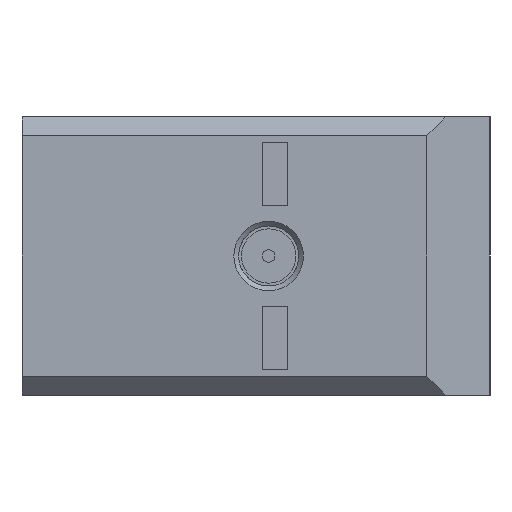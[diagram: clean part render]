
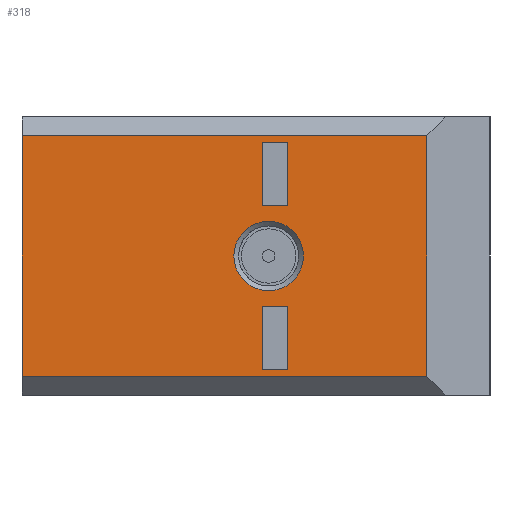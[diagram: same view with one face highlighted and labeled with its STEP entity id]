
A CAD part, left-side view. The second image highlights one B-rep face of the part: STEP entity #318.
In plain terms, the highlighted planar face has unit normal (-1, 0, 0).
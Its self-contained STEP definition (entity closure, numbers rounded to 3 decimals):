
#318=ADVANCED_FACE('',(#4774,#4776,#4778,#4780),#4782,.F.);
#4774=FACE_BOUND('',#4775,.T.);
#4775=EDGE_LOOP('',(#11631,#11632,#11633,#11634));
#4776=FACE_BOUND('',#4777,.T.);
#4777=EDGE_LOOP('',(#11635,#11636,#11637,#11638));
#4778=FACE_BOUND('',#4779,.T.);
#4779=EDGE_LOOP('',(#11639,#11640,#11641,#11642));
#4780=FACE_BOUND('',#4781,.T.);
#4781=EDGE_LOOP('',(#11643));
#4782=PLANE('',#4783);
#4783=AXIS2_PLACEMENT_3D('',#4784,#4785,#4786);
#4784=CARTESIAN_POINT('',(-7.5,-3.676,1.875));
#4785=DIRECTION('',(1.,0.,-0.));
#4786=DIRECTION('',(-0.,0.,-1.));
#11631=ORIENTED_EDGE('',*,*,#13790,.T.);
#11632=ORIENTED_EDGE('',*,*,#14116,.T.);
#11633=ORIENTED_EDGE('',*,*,#14117,.T.);
#11634=ORIENTED_EDGE('',*,*,#14118,.T.);
#11635=ORIENTED_EDGE('',*,*,#14119,.F.);
#11636=ORIENTED_EDGE('',*,*,#14120,.F.);
#11637=ORIENTED_EDGE('',*,*,#14121,.T.);
#11638=ORIENTED_EDGE('',*,*,#14122,.T.);
#11639=ORIENTED_EDGE('',*,*,#14123,.F.);
#11640=ORIENTED_EDGE('',*,*,#14124,.T.);
#11641=ORIENTED_EDGE('',*,*,#14125,.T.);
#11642=ORIENTED_EDGE('',*,*,#14126,.F.);
#11643=ORIENTED_EDGE('',*,*,#13744,.F.);
#13744=EDGE_CURVE('',#15026,#15026,#15027,.T.);
#13790=EDGE_CURVE('',#15111,#15109,#15112,.T.);
#14116=EDGE_CURVE('',#15109,#15760,#15761,.T.);
#14117=EDGE_CURVE('',#15760,#15762,#15763,.T.);
#14118=EDGE_CURVE('',#15762,#15111,#15764,.T.);
#14119=EDGE_CURVE('',#15765,#15766,#15767,.T.);
#14120=EDGE_CURVE('',#15768,#15765,#15769,.T.);
#14121=EDGE_CURVE('',#15768,#15770,#15771,.T.);
#14122=EDGE_CURVE('',#15770,#15766,#15772,.T.);
#14123=EDGE_CURVE('',#15773,#15774,#15775,.T.);
#14124=EDGE_CURVE('',#15773,#15776,#15777,.T.);
#14125=EDGE_CURVE('',#15776,#15778,#15779,.T.);
#14126=EDGE_CURVE('',#15774,#15778,#15780,.T.);
#15026=VERTEX_POINT('',#17394);
#15027=CIRCLE('',#17395,0.55);
#15109=VERTEX_POINT('',#17587);
#15111=VERTEX_POINT('',#17591);
#15112=LINE('',#17592,#17593);
#15760=VERTEX_POINT('',#21968);
#15761=LINE('',#21969,#21970);
#15762=VERTEX_POINT('',#21972);
#15763=LINE('',#21973,#21974);
#15764=LINE('',#21976,#21977);
#15765=VERTEX_POINT('',#21979);
#15766=VERTEX_POINT('',#21980);
#15767=LINE('',#21981,#21982);
#15768=VERTEX_POINT('',#21984);
#15769=LINE('',#21985,#21986);
#15770=VERTEX_POINT('',#21988);
#15771=LINE('',#21989,#21990);
#15772=LINE('',#21992,#21993);
#15773=VERTEX_POINT('',#21995);
#15774=VERTEX_POINT('',#21996);
#15775=LINE('',#21997,#21998);
#15776=VERTEX_POINT('',#22000);
#15777=LINE('',#22001,#22002);
#15778=VERTEX_POINT('',#22004);
#15779=LINE('',#22005,#22006);
#15780=LINE('',#22008,#22009);
#17394=CARTESIAN_POINT('',(-7.5,-0.175,0.625));
#17395=AXIS2_PLACEMENT_3D('',#17396,#17397,#17398);
#17396=CARTESIAN_POINT('',(-7.5,-0.175,0.075));
#17397=DIRECTION('',(-1.,-0.,0.));
#17398=DIRECTION('',(0.,0.,-1.));
#17587=CARTESIAN_POINT('',(-7.5,3.725,-1.825));
#17591=CARTESIAN_POINT('',(-7.5,3.725,1.975));
#17592=CARTESIAN_POINT('',(-7.5,3.725,1.975));
#17593=VECTOR('',#17594,1.);
#17594=DIRECTION('',(0.,0.,-1.));
#21968=CARTESIAN_POINT('',(-7.5,-2.675,-1.825));
#21969=CARTESIAN_POINT('',(-7.5,3.725,-1.825));
#21970=VECTOR('',#21971,1.);
#21971=DIRECTION('',(0.,-1.,0.));
#21972=CARTESIAN_POINT('',(-7.5,-2.675,1.975));
#21973=CARTESIAN_POINT('',(-7.5,-2.675,-1.825));
#21974=VECTOR('',#21975,1.);
#21975=DIRECTION('',(0.,0.,1.));
#21976=CARTESIAN_POINT('',(-7.5,-2.675,1.975));
#21977=VECTOR('',#21978,1.);
#21978=DIRECTION('',(0.,1.,0.));
#21979=CARTESIAN_POINT('',(-7.5,-0.475,1.875));
#21980=CARTESIAN_POINT('',(-7.5,-0.075,1.875));
#21981=CARTESIAN_POINT('',(-7.5,-0.475,1.875));
#21982=VECTOR('',#21983,1.);
#21983=DIRECTION('',(0.,1.,0.));
#21984=CARTESIAN_POINT('',(-7.5,-0.475,0.875));
#21985=CARTESIAN_POINT('',(-7.5,-0.475,0.875));
#21986=VECTOR('',#21987,1.);
#21987=DIRECTION('',(0.,0.,1.));
#21988=CARTESIAN_POINT('',(-7.5,-0.075,0.875));
#21989=CARTESIAN_POINT('',(-7.5,-0.475,0.875));
#21990=VECTOR('',#21991,1.);
#21991=DIRECTION('',(0.,1.,0.));
#21992=CARTESIAN_POINT('',(-7.5,-0.075,0.875));
#21993=VECTOR('',#21994,1.);
#21994=DIRECTION('',(0.,0.,1.));
#21995=CARTESIAN_POINT('',(-7.5,-0.475,-1.725));
#21996=CARTESIAN_POINT('',(-7.5,-0.475,-0.725));
#21997=CARTESIAN_POINT('',(-7.5,-0.475,-1.725));
#21998=VECTOR('',#21999,1.);
#21999=DIRECTION('',(0.,0.,1.));
#22000=CARTESIAN_POINT('',(-7.5,-0.075,-1.725));
#22001=CARTESIAN_POINT('',(-7.5,-0.475,-1.725));
#22002=VECTOR('',#22003,1.);
#22003=DIRECTION('',(0.,1.,0.));
#22004=CARTESIAN_POINT('',(-7.5,-0.075,-0.725));
#22005=CARTESIAN_POINT('',(-7.5,-0.075,-1.725));
#22006=VECTOR('',#22007,1.);
#22007=DIRECTION('',(0.,0.,1.));
#22008=CARTESIAN_POINT('',(-7.5,-0.475,-0.725));
#22009=VECTOR('',#22010,1.);
#22010=DIRECTION('',(0.,1.,0.));
